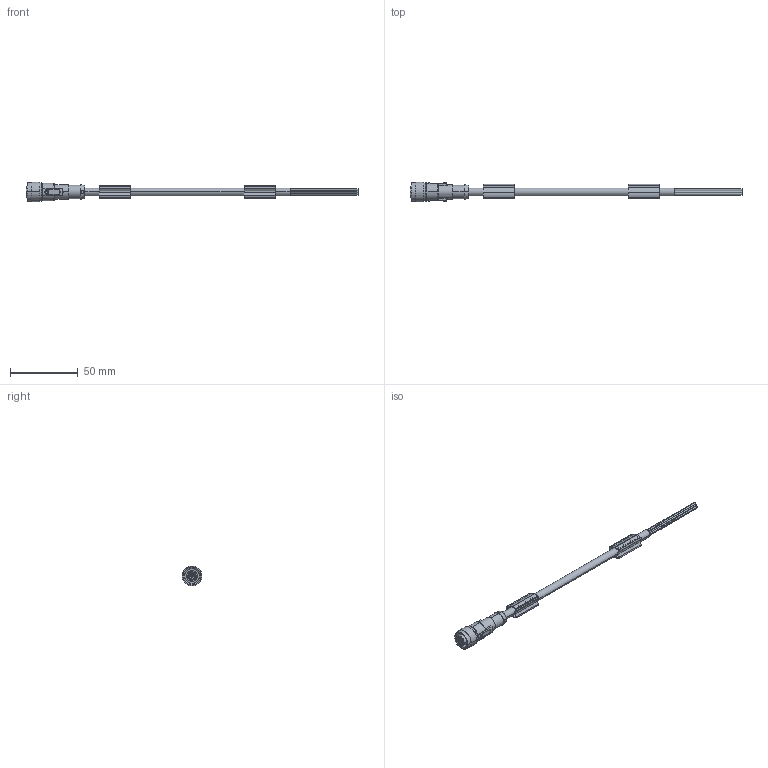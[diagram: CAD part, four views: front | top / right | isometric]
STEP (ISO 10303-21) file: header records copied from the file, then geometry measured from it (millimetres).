
FILE_DESCRIPTION(('SolidDesigner STEP Export'),'2;1');
FILE_NAME('1520369.stp','2012-03-21T16:24:17',(''),(''),'CoCreate Modeling STEP processor for AP214 (Solid Model)','CoCreate Modeling 16.00A 16-Aug-2008 (C) Parametric Technology GmbH','');
FILE_SCHEMA(('AUTOMOTIVE_DESIGN { 1 0 10303 214 1 1 1 1 }'));
Length unit declared in the file: millimetre
Products named in the file (2): 1520369
Assembly tree (1 placements, depth 2):
  1520369
    1520369
Bounding box: 245 x 14.7 x 14.7 mm (x, y, z)
Volume: 10092 mm3; surface area: 10055.3 mm2
Topology: 1 solids, 1 shells, 365 faces, 971 edges, 646 vertices
Faces by surface type: cylinder 164, plane 120, extrusion 36, cone 30, torus 15
Entity records: 16288 total; most frequent: CARTESIAN_POINT 5433, ORIENTED_EDGE 1942, DIRECTION 1442, EDGE_CURVE 971, VERTEX_POINT 646, AXIS2_PLACEMENT_3D 490, VECTOR 462, LINE 426
